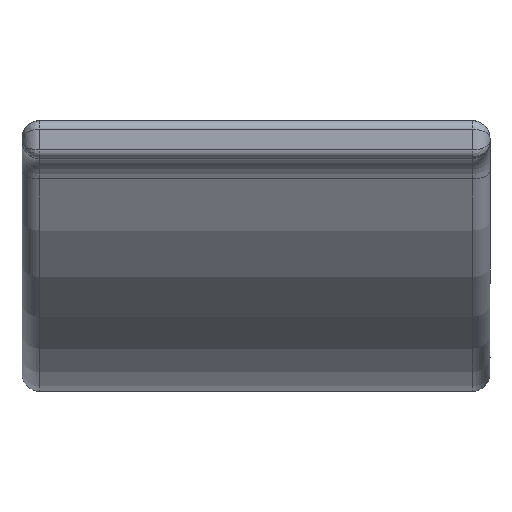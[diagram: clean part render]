
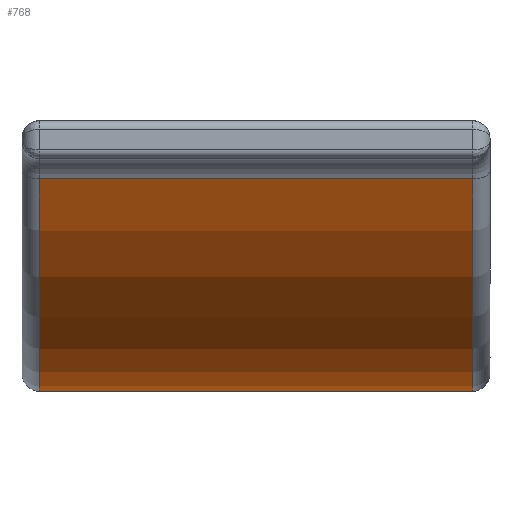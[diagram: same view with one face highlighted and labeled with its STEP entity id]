
A CAD part, left-side view. The second image highlights one B-rep face of the part: STEP entity #768.
In plain terms, the highlighted cylindrical face has radius 21.054 mm (diameter 42.108 mm), a partial arc.
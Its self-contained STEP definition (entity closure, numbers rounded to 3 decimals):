
#89=FACE_OUTER_BOUND('',#144,.T.);
#144=EDGE_LOOP('',(#609,#610,#611,#612));
#206=LINE('',#1449,#254);
#207=LINE('',#1453,#255);
#254=VECTOR('',#1065,10.);
#255=VECTOR('',#1070,10.);
#296=CIRCLE('',#855,21.054);
#302=CIRCLE('',#869,21.054);
#354=VERTEX_POINT('',#1412);
#356=VERTEX_POINT('',#1418);
#363=VERTEX_POINT('',#1448);
#364=VERTEX_POINT('',#1452);
#439=EDGE_CURVE('',#354,#356,#296,.T.);
#453=EDGE_CURVE('',#363,#356,#206,.T.);
#455=EDGE_CURVE('',#364,#354,#207,.T.);
#456=EDGE_CURVE('',#363,#364,#302,.T.);
#609=ORIENTED_EDGE('',*,*,#439,.F.);
#610=ORIENTED_EDGE('',*,*,#455,.F.);
#611=ORIENTED_EDGE('',*,*,#456,.F.);
#612=ORIENTED_EDGE('',*,*,#453,.T.);
#730=CYLINDRICAL_SURFACE('',#868,21.054);
#768=ADVANCED_FACE('',(#89),#730,.T.);
#855=AXIS2_PLACEMENT_3D('',#1422,#1032,#1033);
#868=AXIS2_PLACEMENT_3D('',#1451,#1068,#1069);
#869=AXIS2_PLACEMENT_3D('',#1454,#1071,#1072);
#1032=DIRECTION('center_axis',(0.,-1.,0.));
#1033=DIRECTION('ref_axis',(0.,0.,-1.));
#1065=DIRECTION('',(0.,-1.,0.));
#1068=DIRECTION('center_axis',(0.,-1.,0.));
#1069=DIRECTION('ref_axis',(0.908,0.,-0.42));
#1070=DIRECTION('',(0.,-1.,0.));
#1071=DIRECTION('center_axis',(0.,1.,0.));
#1072=DIRECTION('ref_axis',(0.,0.,-1.));
#1412=CARTESIAN_POINT('',(-67.11,54.1,-3.336));
#1418=CARTESIAN_POINT('',(-28.89,54.1,-3.336));
#1422=CARTESIAN_POINT('Origin',(-48.,54.1,5.5));
#1448=CARTESIAN_POINT('',(-28.89,79.,-3.336));
#1449=CARTESIAN_POINT('',(-28.89,80.,-3.336));
#1451=CARTESIAN_POINT('Origin',(-48.,80.,5.5));
#1452=CARTESIAN_POINT('',(-67.11,79.,-3.336));
#1453=CARTESIAN_POINT('',(-67.11,80.,-3.336));
#1454=CARTESIAN_POINT('Origin',(-48.,79.,5.5));
